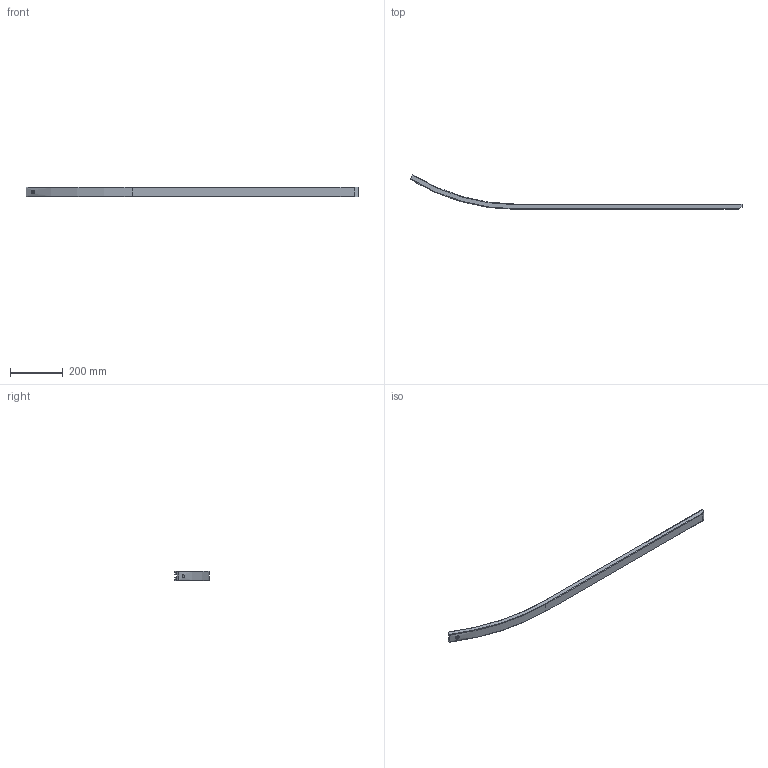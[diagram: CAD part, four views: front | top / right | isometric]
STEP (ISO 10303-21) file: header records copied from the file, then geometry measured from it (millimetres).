
FILE_DESCRIPTION (( 'STEP AP214' ), '1' );
FILE_NAME ('C40200503-03.STEP', '2024-03-13T06:28:20', ( '' ), ( '' ), 'SwSTEP 2.0', 'SolidWorks 2024', '' );
FILE_SCHEMA (( 'AUTOMOTIVE_DESIGN' ));
Length unit declared in the file: millimetre
Products named in the file (1): C40200503-03
Bounding box: 1260.33 x 132.63 x 36 mm (x, y, z)
Volume: 689321.8 mm3; surface area: 194309.8 mm2
Topology: 1 solids, 1 shells, 50 faces, 129 edges, 82 vertices
Faces by surface type: cylinder 22, plane 16, torus 12
Entity records: 1708 total; most frequent: CARTESIAN_POINT 418, DIRECTION 287, ORIENTED_EDGE 258, EDGE_CURVE 129, AXIS2_PLACEMENT_3D 113, VERTEX_POINT 82, CIRCLE 62, LINE 61
